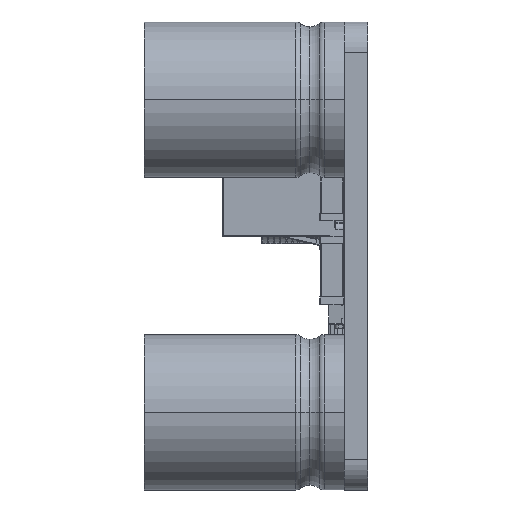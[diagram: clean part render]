
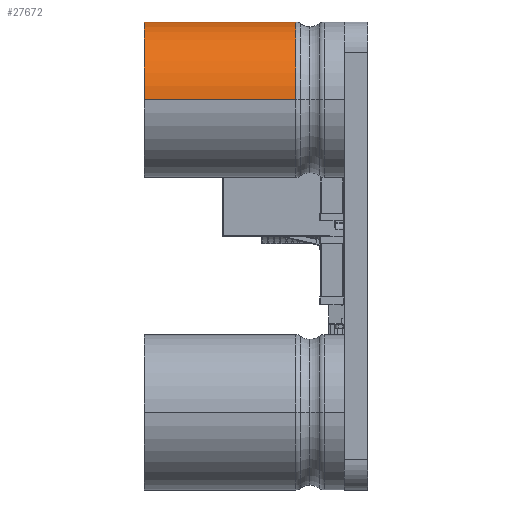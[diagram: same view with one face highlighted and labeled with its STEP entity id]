
A CAD part, left-side view. The second image highlights one B-rep face of the part: STEP entity #27672.
In plain terms, the highlighted cylindrical face has radius 5.1 mm (diameter 10.2 mm), a partial arc.
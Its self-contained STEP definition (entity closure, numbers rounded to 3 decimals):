
#485 = DIRECTION ( 'NONE',  ( -1., 0., 0. ) ) ;
#2632 = EDGE_CURVE ( 'NONE', #19688, #24464, #16452, .T. ) ;
#2989 = ORIENTED_EDGE ( 'NONE', *, *, #2632, .F. ) ;
#3116 = DIRECTION ( 'NONE',  ( 0., 1., 0. ) ) ;
#3636 = EDGE_CURVE ( 'NONE', #32621, #21362, #28211, .T. ) ;
#4897 = CARTESIAN_POINT ( 'NONE',  ( 1.466, 6.406, 0. ) ) ;
#5958 = CARTESIAN_POINT ( 'NONE',  ( -3.634, 6.206, 0. ) ) ;
#5993 = VECTOR ( 'NONE', #3116, 1000. ) ;
#6393 = LINE ( 'NONE', #5958, #5993 ) ;
#6673 = CARTESIAN_POINT ( 'NONE',  ( 6.566, 6.406, 0. ) ) ;
#9683 = CARTESIAN_POINT ( 'NONE',  ( 1.466, 6.206, 0. ) ) ;
#10617 = CARTESIAN_POINT ( 'NONE',  ( 6.566, 6.206, 0. ) ) ;
#12403 = LINE ( 'NONE', #10617, #30337 ) ;
#12556 = ORIENTED_EDGE ( 'NONE', *, *, #17830, .T. ) ;
#16068 = EDGE_LOOP ( 'NONE', ( #26436, #12556, #2989, #31352 ) ) ;
#16145 = DIRECTION ( 'NONE',  ( 0., 1., 0. ) ) ;
#16452 = CIRCLE ( 'NONE', #27196, 5.1 ) ;
#17340 = EDGE_CURVE ( 'NONE', #32621, #19688, #6393, .T. ) ;
#17830 = EDGE_CURVE ( 'NONE', #21362, #24464, #12403, .T. ) ;
#17944 = DIRECTION ( 'NONE',  ( 0., 1., 0. ) ) ;
#19688 = VERTEX_POINT ( 'NONE', #32344 ) ;
#19989 = CARTESIAN_POINT ( 'NONE',  ( 6.566, -3.54, 0. ) ) ;
#20652 = DIRECTION ( 'NONE',  ( -1., 0., 0. ) ) ;
#21362 = VERTEX_POINT ( 'NONE', #19989 ) ;
#24464 = VERTEX_POINT ( 'NONE', #6673 ) ;
#25018 = DIRECTION ( 'NONE',  ( -1., 0., 0. ) ) ;
#26436 = ORIENTED_EDGE ( 'NONE', *, *, #3636, .T. ) ;
#26553 = DIRECTION ( 'NONE',  ( 0., 1., 0. ) ) ;
#26798 = AXIS2_PLACEMENT_3D ( 'NONE', #9683, #28078, #25018 ) ;
#27196 = AXIS2_PLACEMENT_3D ( 'NONE', #4897, #17944, #20652 ) ;
#27672 = ADVANCED_FACE ( 'NONE', ( #28547 ), #31010, .T. ) ;
#28078 = DIRECTION ( 'NONE',  ( 0., 1., 0. ) ) ;
#28211 = CIRCLE ( 'NONE', #29393, 5.1 ) ;
#28547 = FACE_OUTER_BOUND ( 'NONE', #16068, .T. ) ;
#29393 = AXIS2_PLACEMENT_3D ( 'NONE', #31752, #16145, #485 ) ;
#30084 = CARTESIAN_POINT ( 'NONE',  ( -3.634, -3.54, 0. ) ) ;
#30337 = VECTOR ( 'NONE', #26553, 1000. ) ;
#31010 = CYLINDRICAL_SURFACE ( 'NONE', #26798, 5.1 ) ;
#31352 = ORIENTED_EDGE ( 'NONE', *, *, #17340, .F. ) ;
#31752 = CARTESIAN_POINT ( 'NONE',  ( 1.466, -3.54, 0. ) ) ;
#32344 = CARTESIAN_POINT ( 'NONE',  ( -3.634, 6.406, 0. ) ) ;
#32621 = VERTEX_POINT ( 'NONE', #30084 ) ;
